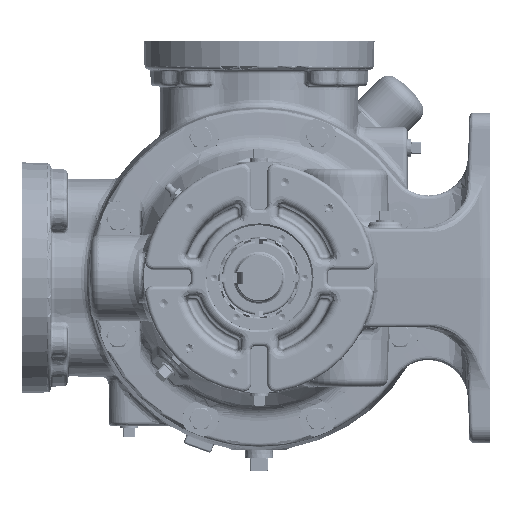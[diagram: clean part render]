
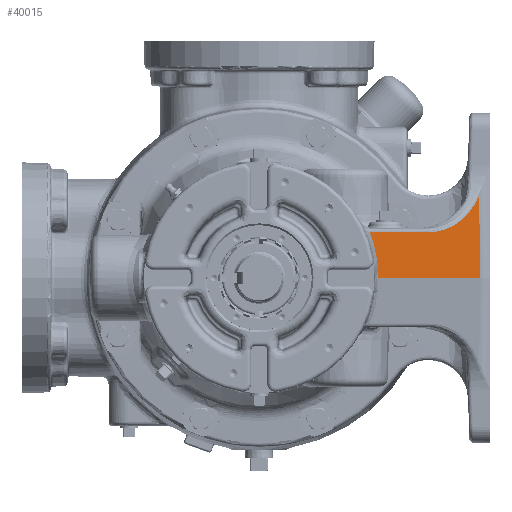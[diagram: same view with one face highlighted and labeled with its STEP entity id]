
A CAD part, left-side view. The second image highlights one B-rep face of the part: STEP entity #40015.
In plain terms, the highlighted planar face has unit normal (-0.642, -0.766, 0.035).
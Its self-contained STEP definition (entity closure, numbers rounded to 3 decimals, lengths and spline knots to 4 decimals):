
#2976 = CARTESIAN_POINT ( 'NONE',  ( -9.894, -3.3636, 1.3842 ) ) ;
#11043 = CARTESIAN_POINT ( 'NONE',  ( -5.896, -6.6677, 2.4956 ) ) ;
#15014 = CARTESIAN_POINT ( 'NONE',  ( -5.3907, -7.2054, 0. ) ) ;
#20967 = VERTEX_POINT ( 'NONE', #216484 ) ;
#33757 = EDGE_CURVE ( 'NONE', #68916, #20967, #122555, .T. ) ;
#40015 = ADVANCED_FACE ( 'Defeatured_0_2030', ( #189216 ), #259596, .T. ) ;
#43181 = EDGE_CURVE ( 'NONE', #57611, #127296, #202397, .T. ) ;
#45674 = CARTESIAN_POINT ( 'NONE',  ( -6.2759, -6.3809, 1.7931 ) ) ;
#48675 = CARTESIAN_POINT ( 'NONE',  ( -6.962, -5.8238, 1.3842 ) ) ;
#49486 = AXIS2_PLACEMENT_3D ( 'NONE', #72955, #262604, #118873 ) ;
#57611 = VERTEX_POINT ( 'NONE', #11043 ) ;
#64940 = VECTOR ( 'NONE', #66852, 39.3701 ) ;
#66852 = DIRECTION ( 'NONE',  ( 0.766, -0.643, 0. ) ) ;
#67377 = ORIENTED_EDGE ( 'NONE', *, *, #203003, .T. ) ;
#68916 = VERTEX_POINT ( 'NONE', #2976 ) ;
#72955 = CARTESIAN_POINT ( 'NONE',  ( -5.3907, -7.2054, 0. ) ) ;
#76261 = VECTOR ( 'NONE', #144659, 39.3701 ) ;
#79228 = EDGE_CURVE ( 'NONE', #125785, #57611, #126930, .T. ) ;
#101746 = CARTESIAN_POINT ( 'NONE',  ( -7.7607, -5.1537, 1.3842 ) ) ;
#118873 = DIRECTION ( 'NONE',  ( 0.766, -0.643, 0. ) ) ;
#122555 =( BOUNDED_CURVE ( )  B_SPLINE_CURVE ( 3, ( #205784, #156868, #132447, #271662 ),
 .UNSPECIFIED., .F., .F. ) 
 B_SPLINE_CURVE_WITH_KNOTS ( ( 4, 4 ),
 ( 2.8291, 3.1828 ),
 .UNSPECIFIED. ) 
 CURVE ( )  GEOMETRIC_REPRESENTATION_ITEM ( )  RATIONAL_B_SPLINE_CURVE ( ( 1., 0.99, 0.99, 1. ) ) 
 REPRESENTATION_ITEM ( '' )  );
#125785 = VERTEX_POINT ( 'NONE', #233489 ) ;
#126930 = LINE ( 'NONE', #243205, #168653 ) ;
#127296 = VERTEX_POINT ( 'NONE', #254084 ) ;
#132447 = CARTESIAN_POINT ( 'NONE',  ( -9.6437, -3.6151, 0.474 ) ) ;
#143471 = CARTESIAN_POINT ( 'NONE',  ( -5.896, -6.6677, 2.4956 ) ) ;
#144659 = DIRECTION ( 'NONE',  ( -0.766, 0.643, 0. ) ) ;
#156868 = CARTESIAN_POINT ( 'NONE',  ( -9.7202, -3.5297, 0.9402 ) ) ;
#160370 = ORIENTED_EDGE ( 'NONE', *, *, #33757, .T. ) ;
#166057 = CARTESIAN_POINT ( 'NONE',  ( -5.3596, -7.1684, 1.3842 ) ) ;
#168653 = VECTOR ( 'NONE', #220244, 39.3701 ) ;
#186593 = ORIENTED_EDGE ( 'NONE', *, *, #79228, .T. ) ;
#188288 = ORIENTED_EDGE ( 'NONE', *, *, #43181, .T. ) ;
#189216 = FACE_OUTER_BOUND ( 'NONE', #203683, .T. ) ;
#194005 = EDGE_CURVE ( 'NONE', #20967, #125785, #201546, .T. ) ;
#201546 = LINE ( 'NONE', #15014, #64940 ) ;
#202397 =( BOUNDED_CURVE ( )  B_SPLINE_CURVE ( 3, ( #143471, #45674, #48675, #101746 ),
 .UNSPECIFIED., .F., .F. ) 
 B_SPLINE_CURVE_WITH_KNOTS ( ( 4, 4 ),
 ( 3.5831, 4.6581 ),
 .UNSPECIFIED. ) 
 CURVE ( )  GEOMETRIC_REPRESENTATION_ITEM ( )  RATIONAL_B_SPLINE_CURVE ( ( 1., 0.906, 0.906, 1. ) ) 
 REPRESENTATION_ITEM ( '' )  );
#203003 = EDGE_CURVE ( 'NONE', #127296, #68916, #262414, .T. ) ;
#203683 = EDGE_LOOP ( 'NONE', ( #67377, #160370, #207327, #186593, #188288 ) ) ;
#205784 = CARTESIAN_POINT ( 'NONE',  ( -9.894, -3.3636, 1.3842 ) ) ;
#207327 = ORIENTED_EDGE ( 'NONE', *, *, #194005, .T. ) ;
#216484 = CARTESIAN_POINT ( 'NONE',  ( -9.667, -3.6172, 0. ) ) ;
#220244 = DIRECTION ( 'NONE',  ( 0.035, 0.016, 0.999 ) ) ;
#233489 = CARTESIAN_POINT ( 'NONE',  ( -5.9831, -6.7083, 0. ) ) ;
#243205 = CARTESIAN_POINT ( 'NONE',  ( -5.8632, -6.6524, 3.434 ) ) ;
#254084 = CARTESIAN_POINT ( 'NONE',  ( -7.7607, -5.1537, 1.3842 ) ) ;
#259596 = PLANE ( 'NONE',  #49486 ) ;
#262414 = LINE ( 'NONE', #166057, #76261 ) ;
#262604 = DIRECTION ( 'NONE',  ( -0.642, -0.766, 0.035 ) ) ;
#271662 = CARTESIAN_POINT ( 'NONE',  ( -9.667, -3.6172, 0. ) ) ;
